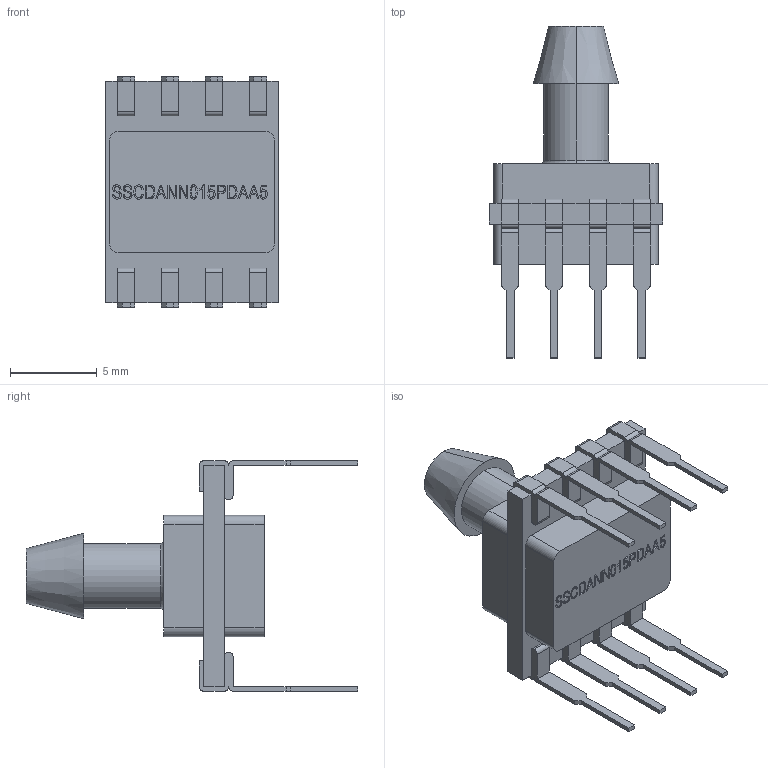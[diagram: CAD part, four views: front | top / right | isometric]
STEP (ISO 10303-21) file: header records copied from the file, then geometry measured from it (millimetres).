
FILE_DESCRIPTION (( 'STEP AP214' ), '1' );
FILE_NAME ('Honeywell SSCDANN015PDAA5.STEP', '2021-01-08T11:33:06', ( '' ), ( '' ), 'SwSTEP 2.0', 'SolidWorks 2018', '' );
FILE_SCHEMA (( 'AUTOMOTIVE_DESIGN' ));
Length unit declared in the file: millimetre
Products named in the file (1): Honeywell SSCDANN015PDAA5
Bounding box: 10 x 19.16 x 13.3 mm (x, y, z)
Volume: 569.3 mm3; surface area: 744.8 mm2
Topology: 1 solids, 1 shells, 510 faces, 1405 edges, 936 vertices
Faces by surface type: plane 302, bspline 156, cylinder 48, cone 2, torus 2
Entity records: 26585 total; most frequent: CARTESIAN_POINT 12384, ORIENTED_EDGE 2810, DIRECTION 1907, EDGE_CURVE 1405, VECTOR 989, LINE 989, VERTEX_POINT 936, EDGE_LOOP 549
